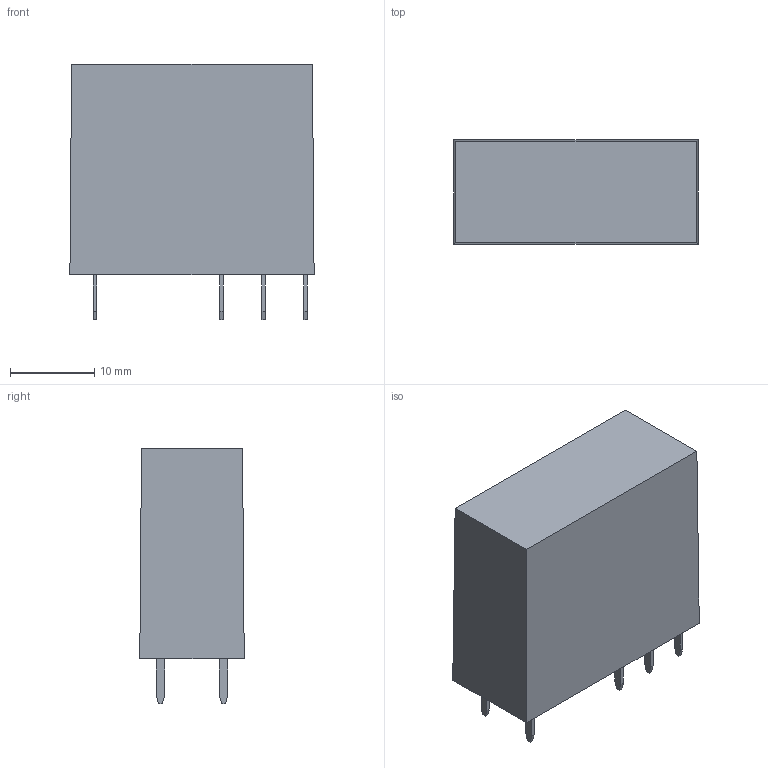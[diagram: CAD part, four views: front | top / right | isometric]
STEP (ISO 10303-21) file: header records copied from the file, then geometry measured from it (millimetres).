
FILE_DESCRIPTION((''),'2;1');
FILE_NAME('REL_FINDER_40.61.stp','2012-08-06T16:40:10',(''),(''),'Mechanical Desktop 2011','Mechanical Desktop 2011',', , ');
FILE_SCHEMA(('AUTOMOTIVE_DESIGN { 1 2 10303 214 1 1 1 1 }'));
Length unit declared in the file: millimetre
Products named in the file (1): Product
Bounding box: 29 x 12.4 x 30.3 mm (x, y, z)
Volume: 8800.4 mm3; surface area: 2872.2 mm2
Topology: 9 solids, 9 shells, 70 faces, 156 edges, 104 vertices
Faces by surface type: plane 68, bspline 2
Entity records: 1944 total; most frequent: CARTESIAN_POINT 337, ORIENTED_EDGE 312, DIRECTION 294, VECTOR 156, LINE 156, EDGE_CURVE 156, VERTEX_POINT 104, EDGE_LOOP 70
